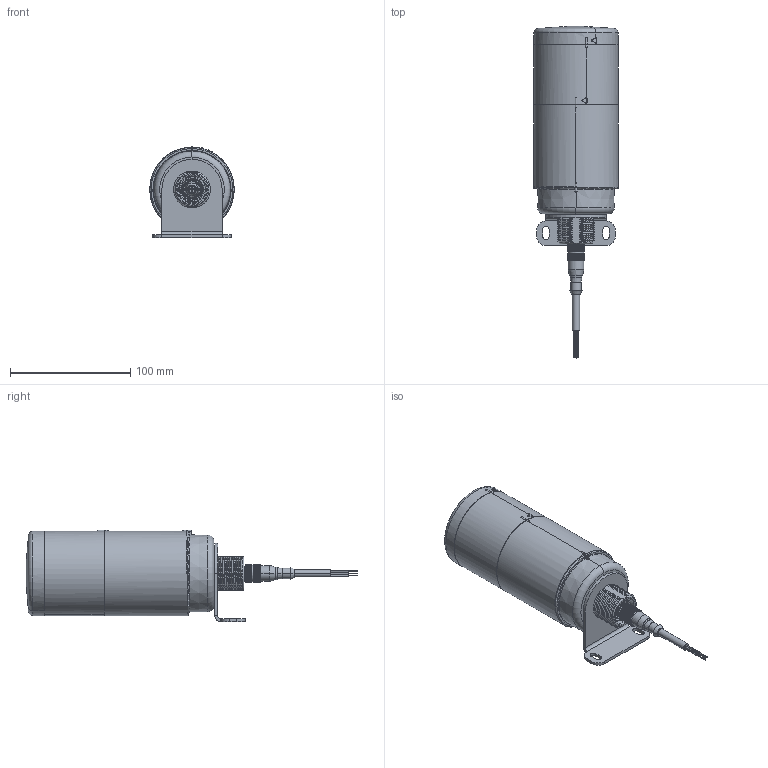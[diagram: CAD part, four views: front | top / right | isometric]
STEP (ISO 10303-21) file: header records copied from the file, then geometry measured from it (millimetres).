
FILE_DESCRIPTION((''),'2;1');
FILE_NAME('217009_SM01_ASM','2022-10-20T14:19:40',('PDMAdmin'),('BANNER ENGINEERING'),'CREO PARAMETRIC BY PTC INC, 2019292','CREO PARAMETRIC BY PTC INC, 2019292','');
FILE_SCHEMA(('CONFIG_CONTROL_DESIGN'));
Products named in the file (3): 217009_EP01; 211401; 217009_SM01_ASM
Assembly tree (2 placements, depth 2):
  217009_SM01_ASM
    217009_EP01
    211401
Bounding box: 70 x 275.6 x 75.75 mm (x, y, z)
Volume: 604909.2 mm3; surface area: 58841.4 mm2
Topology: 2 solids, 2 shells, 4353 faces, 9575 edges, 5248 vertices
Faces by surface type: bspline 3000, cylinder 853, plane 438, cone 40, torus 18, sphere 4
Entity records: 191949 total; most frequent: CARTESIAN_POINT 123172, ORIENTED_EDGE 19146, EDGE_CURVE 9573, B_SPLINE_CURVE_WITH_KNOTS 8017, VERTEX_POINT 5248, DIRECTION 4812, EDGE_LOOP 4383, FACE_OUTER_BOUND 4353
